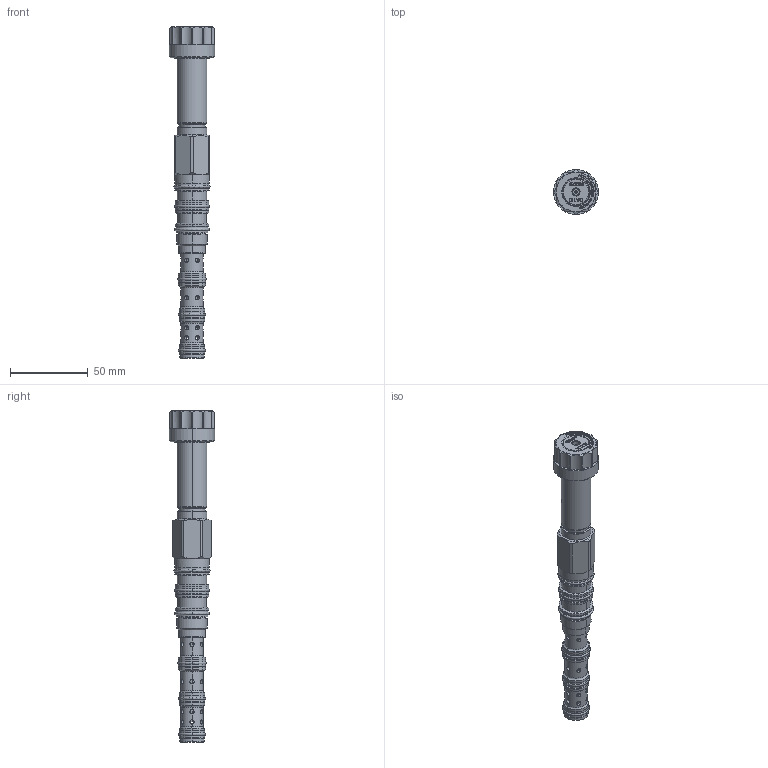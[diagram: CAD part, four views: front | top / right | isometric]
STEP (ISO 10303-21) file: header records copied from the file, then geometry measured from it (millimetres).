
FILE_DESCRIPTION((''),'2;1');
FILE_NAME('DNDYS-XN_PRT','2016-10-10T',('Administrator'),(''),'PRO/ENGINEER BY PARAMETRIC TECHNOLOGY CORPORATION, 2006240','PRO/ENGINEER BY PARAMETRIC TECHNOLOGY CORPORATION, 2006240','');
FILE_SCHEMA(('CONFIG_CONTROL_DESIGN'));
Length unit declared in the file: inch
Products named in the file (1): DNDYS-XN_PRT
Bounding box: 29.21 x 29.21 x 214.17 mm (x, y, z)
Volume: 53163.9 mm3; surface area: 30819.7 mm2
Topology: 9 solids, 10 shells, 1389 faces, 3523 edges, 2252 vertices
Faces by surface type: plane 843, cylinder 293, torus 150, cone 73, revolution 26, bspline 4
Entity records: 47920 total; most frequent: CARTESIAN_POINT 14017, ORIENTED_EDGE 7046, DIRECTION 6896, EDGE_CURVE 3523, VECTOR 2452, LINE 2452, VERTEX_POINT 2252, AXIS2_PLACEMENT_3D 2209
